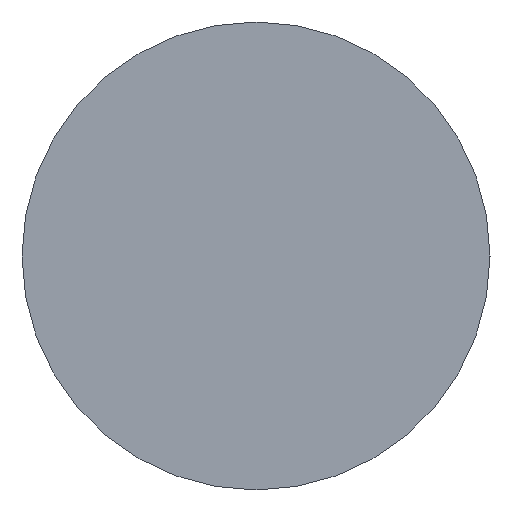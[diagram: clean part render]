
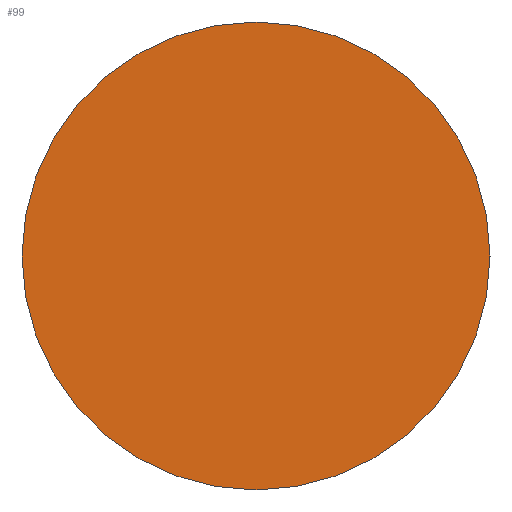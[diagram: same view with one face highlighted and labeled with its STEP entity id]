
A CAD part, left-side view. The second image highlights one B-rep face of the part: STEP entity #99.
In plain terms, the highlighted planar face has unit normal (-1, 0, 0).
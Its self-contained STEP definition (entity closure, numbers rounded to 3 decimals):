
#16 = VERTEX_POINT ( 'NONE', #52 ) ;
#24 = DIRECTION ( 'NONE',  ( 1., 0., 0. ) ) ;
#33 = ORIENTED_EDGE ( 'NONE', *, *, #42, .T. ) ;
#34 = CARTESIAN_POINT ( 'NONE',  ( 57.358, 32.579, 0. ) ) ;
#36 = CARTESIAN_POINT ( 'NONE',  ( 57.358, 32.579, 0. ) ) ;
#42 = EDGE_CURVE ( 'NONE', #16, #165, #163, .T. ) ;
#52 = CARTESIAN_POINT ( 'NONE',  ( 57.358, 20.079, 0. ) ) ;
#53 = PLANE ( 'NONE',  #56 ) ;
#56 = AXIS2_PLACEMENT_3D ( 'NONE', #81, #24, #153 ) ;
#81 = CARTESIAN_POINT ( 'NONE',  ( 57.358, 32.579, 0. ) ) ;
#82 = CIRCLE ( 'NONE', #129, 12.5 ) ;
#90 = EDGE_CURVE ( 'NONE', #165, #16, #82, .T. ) ;
#91 = ORIENTED_EDGE ( 'NONE', *, *, #90, .T. ) ;
#98 = FACE_OUTER_BOUND ( 'NONE', #158, .T. ) ;
#99 = ADVANCED_FACE ( 'NONE', ( #98 ), #53, .F. ) ;
#127 = DIRECTION ( 'NONE',  ( -1., 0., 0. ) ) ;
#129 = AXIS2_PLACEMENT_3D ( 'NONE', #36, #127, #142 ) ;
#131 = AXIS2_PLACEMENT_3D ( 'NONE', #34, #152, #162 ) ;
#135 = CARTESIAN_POINT ( 'NONE',  ( 57.358, 45.079, 0. ) ) ;
#142 = DIRECTION ( 'NONE',  ( 0., -1., 0. ) ) ;
#152 = DIRECTION ( 'NONE',  ( -1., 0., 0. ) ) ;
#153 = DIRECTION ( 'NONE',  ( 0., 1., 0. ) ) ;
#158 = EDGE_LOOP ( 'NONE', ( #33, #91 ) ) ;
#162 = DIRECTION ( 'NONE',  ( 0., -1., 0. ) ) ;
#163 = CIRCLE ( 'NONE', #131, 12.5 ) ;
#165 = VERTEX_POINT ( 'NONE', #135 ) ;
